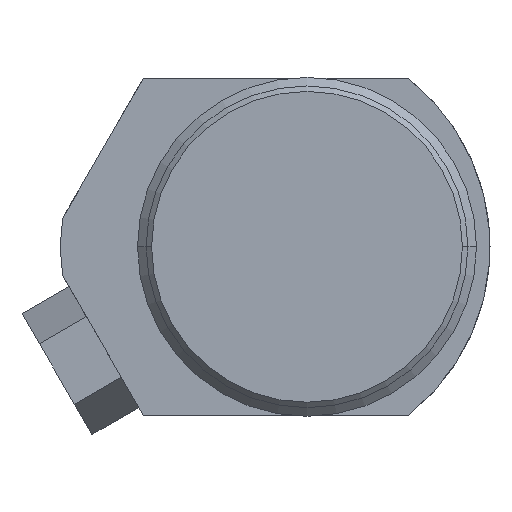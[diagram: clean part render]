
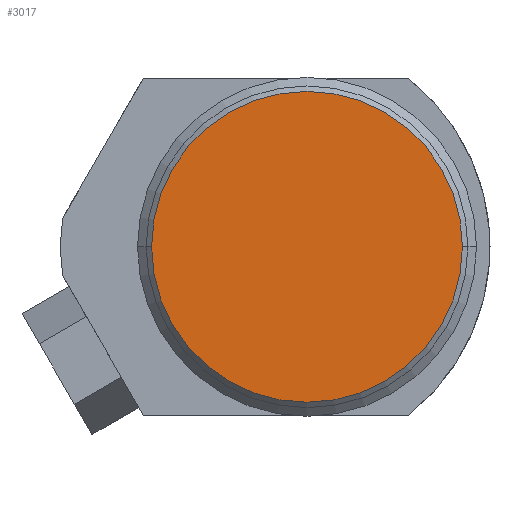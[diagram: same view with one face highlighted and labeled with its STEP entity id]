
A CAD part, left-side view. The second image highlights one B-rep face of the part: STEP entity #3017.
In plain terms, the highlighted planar face has unit normal (-1, 0, 0).
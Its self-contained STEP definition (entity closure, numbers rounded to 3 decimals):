
#1431=CARTESIAN_POINT('',(-78.943,-4.445,0.));
#1432=DIRECTION('',(-1.,0.,0.));
#1433=DIRECTION('',(0.,1.,0.));
#1434=AXIS2_PLACEMENT_3D('',#1431,#1432,#1433);
#1461=CARTESIAN_POINT('',(-78.943,-4.445,0.));
#1462=DIRECTION('',(1.,0.,0.));
#1463=DIRECTION('',(0.,1.,0.));
#1464=AXIS2_PLACEMENT_3D('',#1461,#1462,#1463);
#1745=CARTESIAN_POINT('',(-78.943,17.399,0.));
#1746=CARTESIAN_POINT('',(-78.943,-26.289,0.));
#1747=VERTEX_POINT('',#1745);
#1748=VERTEX_POINT('',#1746);
#3007=CARTESIAN_POINT('',(-78.943,0.,0.));
#3008=DIRECTION('',(1.,0.,0.));
#3009=DIRECTION('',(0.,0.,-1.));
#3010=AXIS2_PLACEMENT_3D('',#3007,#3008,#3009);
#3011=PLANE('',#3010);
#3012=ORIENTED_EDGE('',*,*,#2997,.F.);
#3014=ORIENTED_EDGE('',*,*,#3013,.T.);
#3015=EDGE_LOOP('',(#3012,#3014));
#3016=FACE_OUTER_BOUND('',#3015,.F.);
#1435=CIRCLE('',#1434,21.844);
#1465=CIRCLE('',#1464,21.844);
#2997=EDGE_CURVE('',#1747,#1748,#1435,.T.);
#3013=EDGE_CURVE('',#1747,#1748,#1465,.T.);
#3017=ADVANCED_FACE('',(#3016),#3011,.F.);
